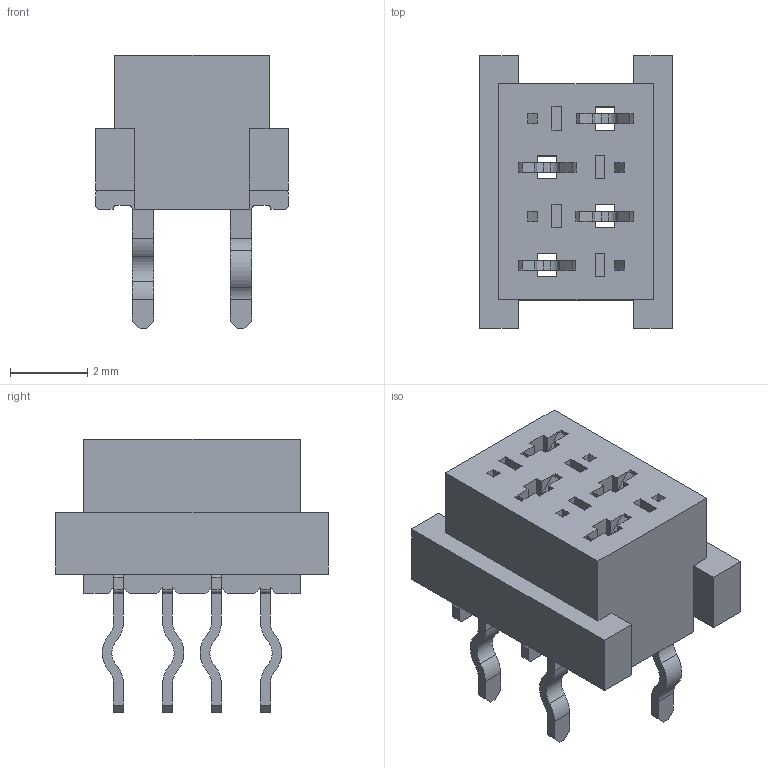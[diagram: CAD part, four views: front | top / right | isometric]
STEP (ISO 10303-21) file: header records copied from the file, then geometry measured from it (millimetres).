
FILE_DESCRIPTION(/* description */ ('Unknown'),/* implementation_level */ '2;1');
FILE_NAME(/* name */ 'J_Wurth_WR-MM_690367180472',/* time_stamp */ '2025-05-08T10:51:24+08:00',/* author */ ('Unknown'),/* organization */ ('Unknown'),/* preprocessor_version */ 'ST-DEVELOPER v19.4',/* originating_system */ 'Solid Edge',/* authorisation */ 'Unknown');
FILE_SCHEMA (('AUTOMOTIVE_DESIGN {1 0 10303 214 3 1 1}'));
Length unit declared in the file: millimetre
Products named in the file (2): J_Wurth_WR-MM_690367180472
Assembly tree (1 placements, depth 2):
  J_Wurth_WR-MM_690367180472
    J_Wurth_WR-MM_690367180472
Bounding box: 5 x 7.08 x 7.1 mm (x, y, z)
Volume: 97.1 mm3; surface area: 239.7 mm2
Topology: 1 solids, 1 shells, 346 faces, 984 edges, 628 vertices
Faces by surface type: plane 266, cylinder 80
Entity records: 13586 total; most frequent: CARTESIAN_POINT 1984, ORIENTED_EDGE 1968, DIRECTION 1840, EDGE_CURVE 984, LINE 808, VECTOR 808, VERTEX_POINT 628, AXIS2_PLACEMENT_3D 516
